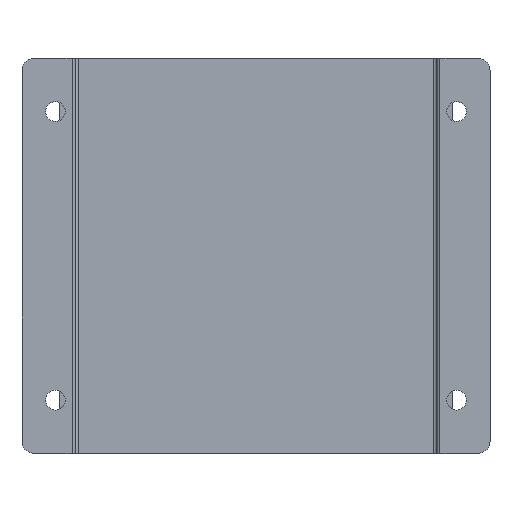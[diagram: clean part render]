
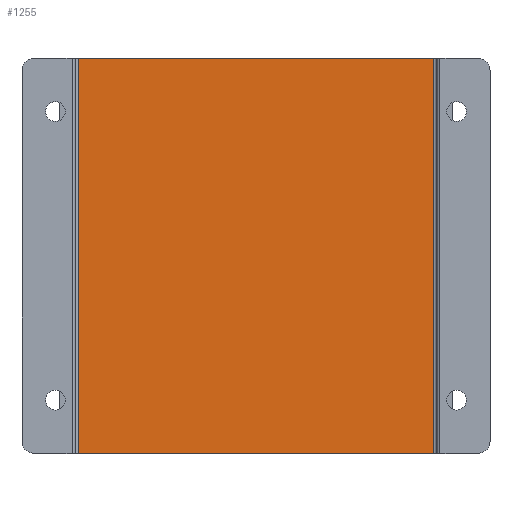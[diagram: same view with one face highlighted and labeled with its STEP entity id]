
A CAD part, top view. The second image highlights one B-rep face of the part: STEP entity #1255.
In plain terms, the highlighted planar face has unit normal (0, 0, 1).
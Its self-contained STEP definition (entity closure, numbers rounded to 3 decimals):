
#64=PLANE('',#1396);
#119=FACE_OUTER_BOUND('',#195,.T.);
#195=EDGE_LOOP('',(#1113,#1114,#1115,#1116));
#252=LINE('',#1927,#370);
#270=LINE('',#1988,#388);
#317=LINE('',#2131,#435);
#318=LINE('',#2133,#436);
#370=VECTOR('',#1548,10.);
#388=VECTOR('',#1598,10.);
#435=VECTOR('',#1753,10.);
#436=VECTOR('',#1756,10.);
#552=VERTEX_POINT('',#1924);
#553=VERTEX_POINT('',#1926);
#579=VERTEX_POINT('',#1985);
#580=VERTEX_POINT('',#1987);
#693=EDGE_CURVE('',#553,#552,#252,.T.);
#724=EDGE_CURVE('',#580,#579,#270,.T.);
#797=EDGE_CURVE('',#553,#579,#317,.T.);
#798=EDGE_CURVE('',#580,#552,#318,.T.);
#1113=ORIENTED_EDGE('',*,*,#797,.F.);
#1114=ORIENTED_EDGE('',*,*,#693,.T.);
#1115=ORIENTED_EDGE('',*,*,#798,.F.);
#1116=ORIENTED_EDGE('',*,*,#724,.T.);
#1255=ADVANCED_FACE('',(#119),#64,.T.);
#1396=AXIS2_PLACEMENT_3D('',#2132,#1754,#1755);
#1548=DIRECTION('',(-1.,0.,0.));
#1598=DIRECTION('',(1.,0.,0.));
#1753=DIRECTION('',(0.,-1.,0.));
#1754=DIRECTION('center_axis',(0.,0.,1.));
#1755=DIRECTION('ref_axis',(1.,0.,0.));
#1756=DIRECTION('',(0.,1.,0.));
#1924=CARTESIAN_POINT('',(-58.5,112.51,53.51));
#1926=CARTESIAN_POINT('',(58.5,112.51,53.51));
#1927=CARTESIAN_POINT('',(69.5,112.51,53.51));
#1985=CARTESIAN_POINT('',(58.5,-17.49,53.51));
#1987=CARTESIAN_POINT('',(-58.5,-17.49,53.51));
#1988=CARTESIAN_POINT('',(64.5,-17.49,53.51));
#2131=CARTESIAN_POINT('',(58.5,44.26,53.51));
#2132=CARTESIAN_POINT('Origin',(-62.5,36.51,53.51));
#2133=CARTESIAN_POINT('',(-58.5,42.01,53.51));
